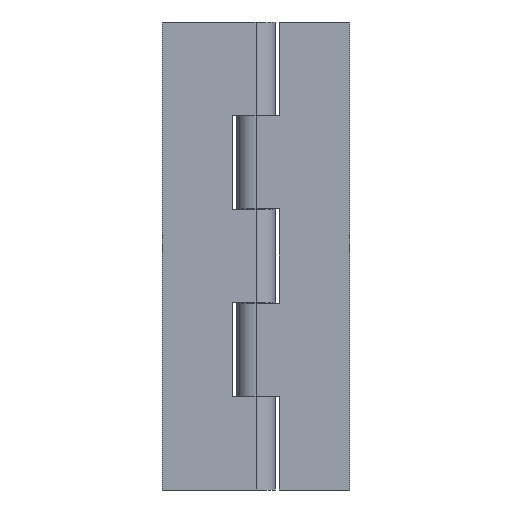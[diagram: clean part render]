
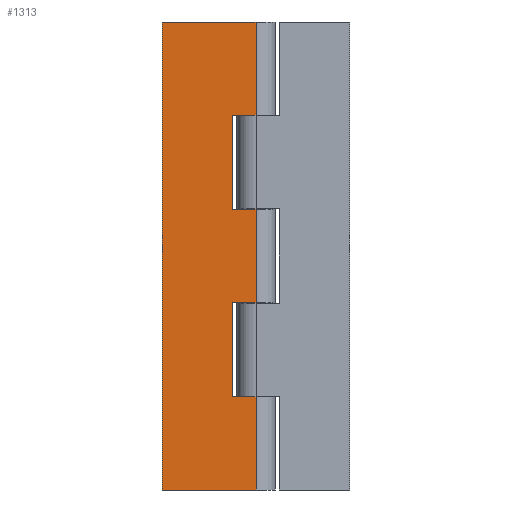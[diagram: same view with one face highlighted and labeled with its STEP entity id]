
A CAD part, front view. The second image highlights one B-rep face of the part: STEP entity #1313.
In plain terms, the highlighted planar face has unit normal (0, -1, 0).
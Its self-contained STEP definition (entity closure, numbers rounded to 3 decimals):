
#9 = VERTEX_POINT ( 'NONE', #1718 ) ;
#858 = AXIS2_PLACEMENT_3D ( 'NONE', #944, #943, #942 ) ;
#860 = LINE ( 'NONE', #865, #864 ) ;
#861 = PLANE ( 'NONE',  #858 ) ;
#862 = FACE_OUTER_BOUND ( 'NONE', #1329, .T. ) ;
#863 = DIRECTION ( 'NONE',  ( 1., 0., 0. ) ) ;
#864 = VECTOR ( 'NONE', #863, 1000. ) ;
#865 = CARTESIAN_POINT ( 'NONE',  ( 0., -3.25, 24.1 ) ) ;
#880 = VECTOR ( 'NONE', #995, 1000. ) ;
#883 = CARTESIAN_POINT ( 'NONE',  ( -4., -3.25, -24.1 ) ) ;
#884 = DIRECTION ( 'NONE',  ( -1., 0., 0. ) ) ;
#885 = VECTOR ( 'NONE', #884, 1000. ) ;
#886 = CARTESIAN_POINT ( 'NONE',  ( 0., -3.25, -24.1 ) ) ;
#888 = CARTESIAN_POINT ( 'NONE',  ( 0., -3.25, -40. ) ) ;
#890 = CARTESIAN_POINT ( 'NONE',  ( -4., -3.25, 40. ) ) ;
#891 = LINE ( 'NONE', #890, #1037 ) ;
#942 = DIRECTION ( 'NONE',  ( -1., 0., 0. ) ) ;
#943 = DIRECTION ( 'NONE',  ( 0., 1., 0. ) ) ;
#944 = CARTESIAN_POINT ( 'NONE',  ( 0., -3.25, 40. ) ) ;
#995 = DIRECTION ( 'NONE',  ( 1., 0., 0. ) ) ;
#1006 = CARTESIAN_POINT ( 'NONE',  ( -4., -3.25, 24.1 ) ) ;
#1010 = DIRECTION ( 'NONE',  ( 0., 0., -1. ) ) ;
#1011 = VECTOR ( 'NONE', #1010, 1000. ) ;
#1012 = CARTESIAN_POINT ( 'NONE',  ( 0., -3.25, 40. ) ) ;
#1013 = LINE ( 'NONE', #1012, #1011 ) ;
#1020 = CARTESIAN_POINT ( 'NONE',  ( -16., -3.25, -40. ) ) ;
#1035 = CARTESIAN_POINT ( 'NONE',  ( -4., -3.25, 8. ) ) ;
#1036 = DIRECTION ( 'NONE',  ( 0., 0., 1. ) ) ;
#1037 = VECTOR ( 'NONE', #1036, 1000. ) ;
#1062 = LINE ( 'NONE', #886, #885 ) ;
#1065 = EDGE_CURVE ( 'NONE', #9, #1068, #1651, .T. ) ;
#1068 = VERTEX_POINT ( 'NONE', #1793 ) ;
#1080 = VERTEX_POINT ( 'NONE', #1790 ) ;
#1195 = VERTEX_POINT ( 'NONE', #2027 ) ;
#1201 = EDGE_CURVE ( 'NONE', #1195, #1080, #1949, .T. ) ;
#1211 = EDGE_CURVE ( 'NONE', #1292, #1195, #1986, .T. ) ;
#1227 = ORIENTED_EDGE ( 'NONE', *, *, #1289, .T. ) ;
#1232 = ORIENTED_EDGE ( 'NONE', *, *, #1249, .T. ) ;
#1245 = ORIENTED_EDGE ( 'NONE', *, *, #1246, .T. ) ;
#1246 = EDGE_CURVE ( 'NONE', #1250, #1068, #2087, .T. ) ;
#1248 = ORIENTED_EDGE ( 'NONE', *, *, #1396, .F. ) ;
#1249 = EDGE_CURVE ( 'NONE', #1321, #1250, #1993, .T. ) ;
#1250 = VERTEX_POINT ( 'NONE', #1988 ) ;
#1266 = ORIENTED_EDGE ( 'NONE', *, *, #1211, .F. ) ;
#1267 = ORIENTED_EDGE ( 'NONE', *, *, #1268, .T. ) ;
#1268 = EDGE_CURVE ( 'NONE', #9, #1306, #1904, .T. ) ;
#1281 = VERTEX_POINT ( 'NONE', #2016 ) ;
#1287 = VERTEX_POINT ( 'NONE', #1999 ) ;
#1289 = EDGE_CURVE ( 'NONE', #1292, #1392, #1998, .T. ) ;
#1292 = VERTEX_POINT ( 'NONE', #2047 ) ;
#1297 = EDGE_CURVE ( 'NONE', #1392, #1287, #1892, .T. ) ;
#1305 = EDGE_CURVE ( 'NONE', #1306, #1307, #891, .T. ) ;
#1306 = VERTEX_POINT ( 'NONE', #1035 ) ;
#1307 = VERTEX_POINT ( 'NONE', #1006 ) ;
#1308 = ORIENTED_EDGE ( 'NONE', *, *, #1309, .T. ) ;
#1309 = EDGE_CURVE ( 'NONE', #1307, #1080, #860, .T. ) ;
#1310 = ORIENTED_EDGE ( 'NONE', *, *, #1201, .F. ) ;
#1313 = ADVANCED_FACE ( 'NONE', ( #862 ), #861, .F. ) ;
#1319 = ORIENTED_EDGE ( 'NONE', *, *, #1320, .T. ) ;
#1320 = EDGE_CURVE ( 'NONE', #1281, #1321, #1062, .T. ) ;
#1321 = VERTEX_POINT ( 'NONE', #883 ) ;
#1329 = EDGE_LOOP ( 'NONE', ( #1330, #1308, #1310, #1266, #1227, #1353, #1248, #1319, #1232, #1245, #1369, #1267 ) ) ;
#1330 = ORIENTED_EDGE ( 'NONE', *, *, #1305, .T. ) ;
#1353 = ORIENTED_EDGE ( 'NONE', *, *, #1297, .T. ) ;
#1369 = ORIENTED_EDGE ( 'NONE', *, *, #1065, .F. ) ;
#1392 = VERTEX_POINT ( 'NONE', #1020 ) ;
#1396 = EDGE_CURVE ( 'NONE', #1281, #1287, #1013, .T. ) ;
#1651 = LINE ( 'NONE', #1727, #1726 ) ;
#1718 = CARTESIAN_POINT ( 'NONE',  ( 0., -3.25, 8. ) ) ;
#1725 = DIRECTION ( 'NONE',  ( 0., 0., -1. ) ) ;
#1726 = VECTOR ( 'NONE', #1725, 1000. ) ;
#1727 = CARTESIAN_POINT ( 'NONE',  ( 0., -3.25, 40. ) ) ;
#1790 = CARTESIAN_POINT ( 'NONE',  ( 0., -3.25, 24.1 ) ) ;
#1793 = CARTESIAN_POINT ( 'NONE',  ( 0., -3.25, -8. ) ) ;
#1892 = LINE ( 'NONE', #888, #880 ) ;
#1901 = DIRECTION ( 'NONE',  ( -1., 0., 0. ) ) ;
#1902 = VECTOR ( 'NONE', #1901, 1000. ) ;
#1903 = CARTESIAN_POINT ( 'NONE',  ( 0., -3.25, 8. ) ) ;
#1904 = LINE ( 'NONE', #1903, #1902 ) ;
#1947 = VECTOR ( 'NONE', #2062, 1000. ) ;
#1948 = CARTESIAN_POINT ( 'NONE',  ( 0., -3.25, 40. ) ) ;
#1949 = LINE ( 'NONE', #1948, #1947 ) ;
#1985 = CARTESIAN_POINT ( 'NONE',  ( 0., -3.25, 40. ) ) ;
#1986 = LINE ( 'NONE', #1985, #2045 ) ;
#1988 = CARTESIAN_POINT ( 'NONE',  ( -4., -3.25, -8. ) ) ;
#1990 = DIRECTION ( 'NONE',  ( 0., 0., 1. ) ) ;
#1991 = VECTOR ( 'NONE', #1990, 1000. ) ;
#1992 = CARTESIAN_POINT ( 'NONE',  ( -4., -3.25, 40. ) ) ;
#1993 = LINE ( 'NONE', #1992, #1991 ) ;
#1997 = CARTESIAN_POINT ( 'NONE',  ( -16., -3.25, 40. ) ) ;
#1998 = LINE ( 'NONE', #1997, #2058 ) ;
#1999 = CARTESIAN_POINT ( 'NONE',  ( 0., -3.25, -40. ) ) ;
#2016 = CARTESIAN_POINT ( 'NONE',  ( 0., -3.25, -24.1 ) ) ;
#2027 = CARTESIAN_POINT ( 'NONE',  ( 0., -3.25, 40. ) ) ;
#2044 = DIRECTION ( 'NONE',  ( 1., 0., 0. ) ) ;
#2045 = VECTOR ( 'NONE', #2044, 1000. ) ;
#2047 = CARTESIAN_POINT ( 'NONE',  ( -16., -3.25, 40. ) ) ;
#2057 = DIRECTION ( 'NONE',  ( 0., 0., -1. ) ) ;
#2058 = VECTOR ( 'NONE', #2057, 1000. ) ;
#2062 = DIRECTION ( 'NONE',  ( 0., 0., -1. ) ) ;
#2084 = DIRECTION ( 'NONE',  ( 1., 0., 0. ) ) ;
#2085 = VECTOR ( 'NONE', #2084, 1000. ) ;
#2086 = CARTESIAN_POINT ( 'NONE',  ( 0., -3.25, -8. ) ) ;
#2087 = LINE ( 'NONE', #2086, #2085 ) ;
